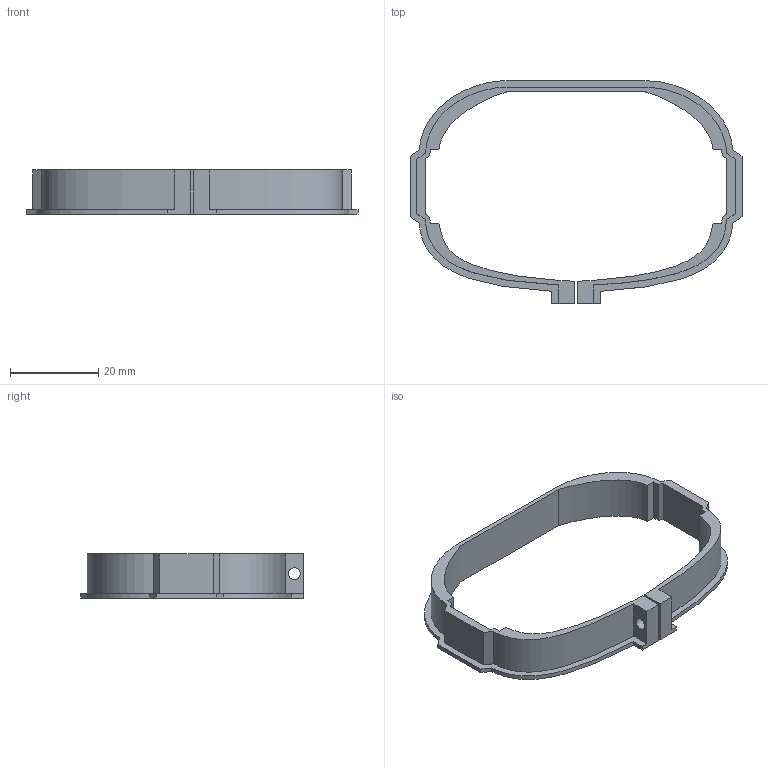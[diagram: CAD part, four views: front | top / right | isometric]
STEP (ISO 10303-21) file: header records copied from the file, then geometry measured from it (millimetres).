
FILE_DESCRIPTION(/* description */ ('Unknown'),/* implementation_level */ '2;1');
FILE_NAME(/* name */ 'LowStrap_brim_02',/* time_stamp */ '2023-07-16T10:46:05+01:00',/* author */ ('Unknown'),/* organization */ ('Unknown'),/* preprocessor_version */ 'ST-DEVELOPER v18.102',/* originating_system */ 'Solid Edge',/* authorisation */ 'Unknown');
FILE_SCHEMA (('AUTOMOTIVE_DESIGN {1 0 10303 214 3 1 1}'));
Length unit declared in the file: millimetre
Products named in the file (1): LowStrap_brim_02
Bounding box: 75.27 x 50.5 x 10 mm (x, y, z)
Volume: 3971.4 mm3; surface area: 5476.3 mm2
Topology: 1 solids, 1 shells, 60 faces, 177 edges, 119 vertices
Faces by surface type: plane 38, bspline 20, cylinder 2
Full cylindrical faces by diameter (mm): 2.7 x2
Entity records: 2322 total; most frequent: CARTESIAN_POINT 832, ORIENTED_EDGE 346, DIRECTION 220, EDGE_CURVE 173, LINE 130, VECTOR 130, VERTEX_POINT 117, EDGE_LOOP 66
